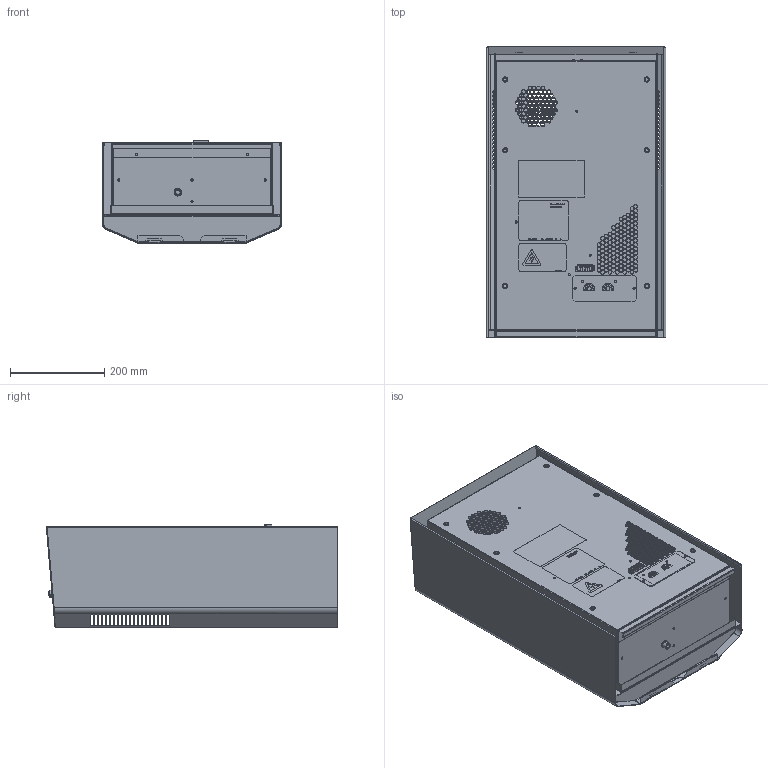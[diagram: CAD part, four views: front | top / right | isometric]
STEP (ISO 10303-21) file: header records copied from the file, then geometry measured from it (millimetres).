
FILE_DESCRIPTION (( 'STEP AP203' ), '1' );
FILE_NAME ('30296-101_PAS.STEP', '2012-11-23T01:50:43', ( 'pfannenberg' ), ( 'Microsoft' ), 'SwSTEP 2.0', 'SolidWorks 2011', '' );
FILE_SCHEMA (( 'CONFIG_CONTROL_DESIGN' ));
Products named in the file (1): 30296-101_PAS
Bounding box: 380 x 617.68 x 216.89 mm (x, y, z)
Surface area: 2366954.1 mm2 (no closed solid volume)
Topology: 0 solids, 119 shells, 1518 faces, 7421 edges, 5930 vertices
Faces by surface type: cylinder 871, plane 602, bspline 22, sphere 12, torus 6, cone 5
Entity records: 90053 total; most frequent: CARTESIAN_POINT 30372, DIRECTION 11589, ORIENTED_EDGE 11039, EDGE_CURVE 7411, VERTEX_POINT 5924, VECTOR 4249, LINE 4249, AXIS2_PLACEMENT_3D 3670
